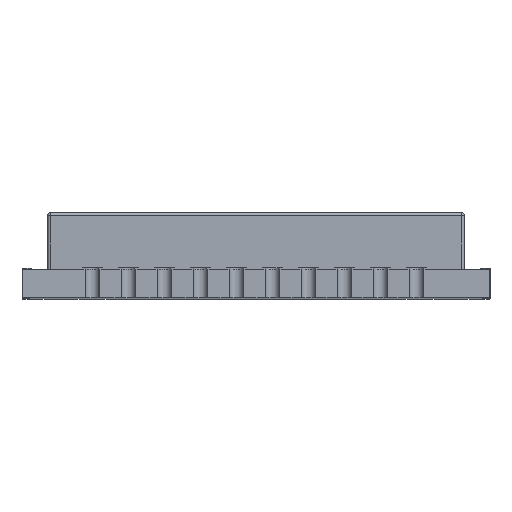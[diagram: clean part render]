
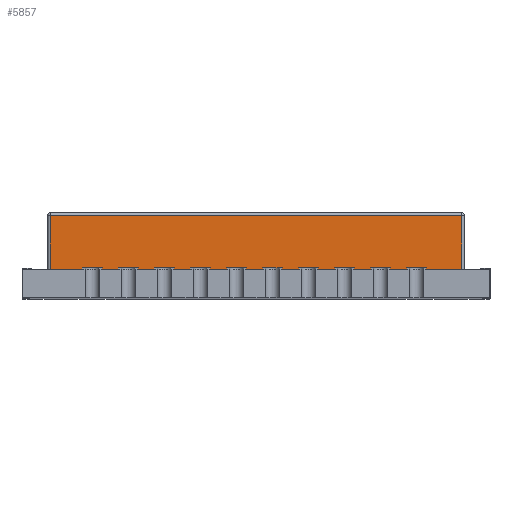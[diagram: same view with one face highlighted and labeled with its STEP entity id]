
A CAD part, top view. The second image highlights one B-rep face of the part: STEP entity #5857.
In plain terms, the highlighted planar face has unit normal (0, 0, 1).
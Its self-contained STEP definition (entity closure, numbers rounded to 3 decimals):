
#5 = VECTOR ( 'NONE', #20043, 1000. ) ;
#1459 = AXIS2_PLACEMENT_3D ( 'NONE', #18436, #12755, #2473 ) ;
#2473 = DIRECTION ( 'NONE',  ( -1., 0., 0. ) ) ;
#2528 = DIRECTION ( 'NONE',  ( 0., 1., 0. ) ) ;
#3845 = VERTEX_POINT ( 'NONE', #16582 ) ;
#3940 = CARTESIAN_POINT ( 'NONE',  ( -7.35, 2.9, 14.7 ) ) ;
#4221 = PLANE ( 'NONE',  #1459 ) ;
#4428 = EDGE_CURVE ( 'NONE', #10512, #3845, #16398, .T. ) ;
#5276 = CARTESIAN_POINT ( 'NONE',  ( 7.25, 3., 14.7 ) ) ;
#5388 = LINE ( 'NONE', #5276, #10346 ) ;
#5437 = VERTEX_POINT ( 'NONE', #10903 ) ;
#5488 = ORIENTED_EDGE ( 'NONE', *, *, #16858, .F. ) ;
#5726 = CARTESIAN_POINT ( 'NONE',  ( 7.25, 2.9, 14.7 ) ) ;
#5737 = FACE_OUTER_BOUND ( 'NONE', #11259, .T. ) ;
#5857 = ADVANCED_FACE ( 'NONE', ( #5737 ), #4221, .F. ) ;
#6158 = EDGE_CURVE ( 'NONE', #10512, #5437, #18306, .T. ) ;
#6859 = ORIENTED_EDGE ( 'NONE', *, *, #12741, .F. ) ;
#7506 = ORIENTED_EDGE ( 'NONE', *, *, #4428, .F. ) ;
#8087 = VECTOR ( 'NONE', #2528, 1000. ) ;
#10346 = VECTOR ( 'NONE', #12505, 1000. ) ;
#10512 = VERTEX_POINT ( 'NONE', #22936 ) ;
#10903 = CARTESIAN_POINT ( 'NONE',  ( 7.25, 1., 14.7 ) ) ;
#11259 = EDGE_LOOP ( 'NONE', ( #6859, #5488, #7506, #21560 ) ) ;
#12505 = DIRECTION ( 'NONE',  ( 0., -1., 0. ) ) ;
#12741 = EDGE_CURVE ( 'NONE', #19368, #5437, #5388, .T. ) ;
#12755 = DIRECTION ( 'NONE',  ( 0., 0., -1. ) ) ;
#14348 = CARTESIAN_POINT ( 'NONE',  ( -7.35, 1., 14.7 ) ) ;
#15043 = VECTOR ( 'NONE', #16291, 1000. ) ;
#16291 = DIRECTION ( 'NONE',  ( 1., 0., 0. ) ) ;
#16398 = LINE ( 'NONE', #20344, #8087 ) ;
#16582 = CARTESIAN_POINT ( 'NONE',  ( -7.25, 2.9, 14.7 ) ) ;
#16858 = EDGE_CURVE ( 'NONE', #3845, #19368, #17819, .T. ) ;
#17819 = LINE ( 'NONE', #3940, #15043 ) ;
#18306 = LINE ( 'NONE', #14348, #5 ) ;
#18436 = CARTESIAN_POINT ( 'NONE',  ( -7.35, 3., 14.7 ) ) ;
#19368 = VERTEX_POINT ( 'NONE', #5726 ) ;
#20043 = DIRECTION ( 'NONE',  ( 1., 0., 0. ) ) ;
#20344 = CARTESIAN_POINT ( 'NONE',  ( -7.25, 3., 14.7 ) ) ;
#21560 = ORIENTED_EDGE ( 'NONE', *, *, #6158, .T. ) ;
#22936 = CARTESIAN_POINT ( 'NONE',  ( -7.25, 1., 14.7 ) ) ;
